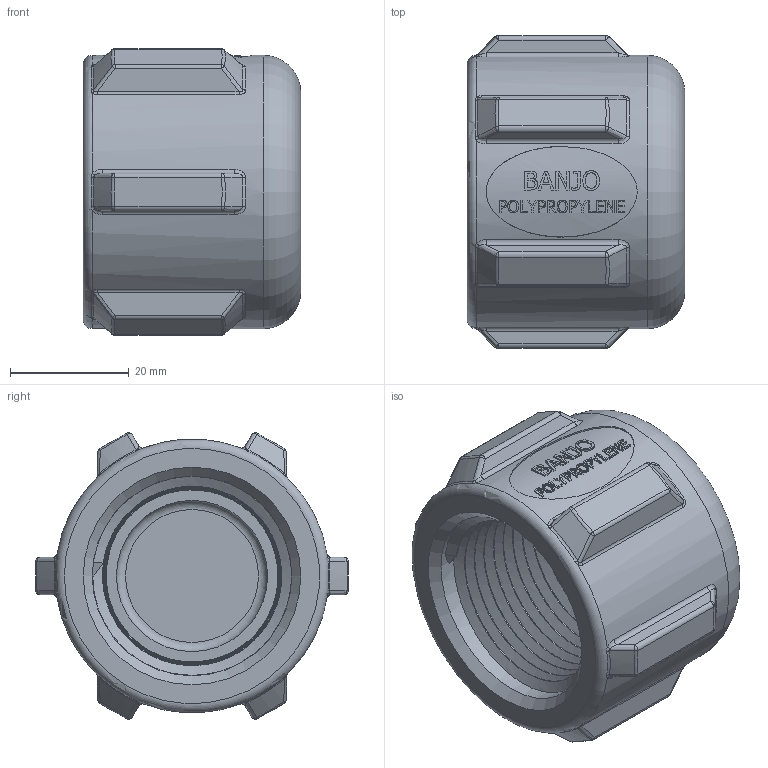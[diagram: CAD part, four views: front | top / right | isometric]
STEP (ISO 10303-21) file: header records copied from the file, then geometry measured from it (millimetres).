
FILE_DESCRIPTION((''),'2;1');
FILE_NAME('CAP100.stp','2013-04-29T11:40:25',('mclevenger'),(''),'Autodesk Inventor 2013','Autodesk Inventor 2013','');
FILE_SCHEMA(('AUTOMOTIVE_DESIGN { 1 0 10303 214 1 1 1 1 }'));
Length unit declared in the file: inch
Products named in the file (1): CAP100
Bounding box: 36.58 x 52.58 x 48.15 mm (x, y, z)
Volume: 41096.2 mm3; surface area: 13240.3 mm2
Topology: 1 solids, 1 shells, 448 faces, 1116 edges, 693 vertices
Faces by surface type: bspline 170, plane 160, cylinder 55, sphere 24, cone 24, torus 15
Full cylindrical faces by diameter (mm): 25.4 x1, 45.974 x1
Entity records: 18235 total; most frequent: CARTESIAN_POINT 8862, ORIENTED_EDGE 2138, DIRECTION 1572, EDGE_CURVE 1069, VERTEX_POINT 672, AXIS2_PLACEMENT_3D 580, EDGE_LOOP 477, FACE_OUTER_BOUND 438
